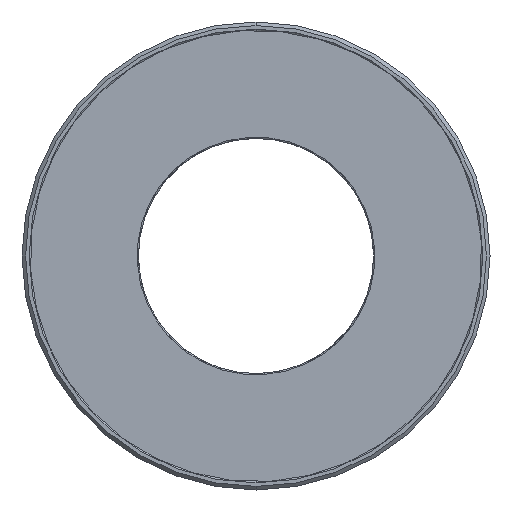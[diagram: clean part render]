
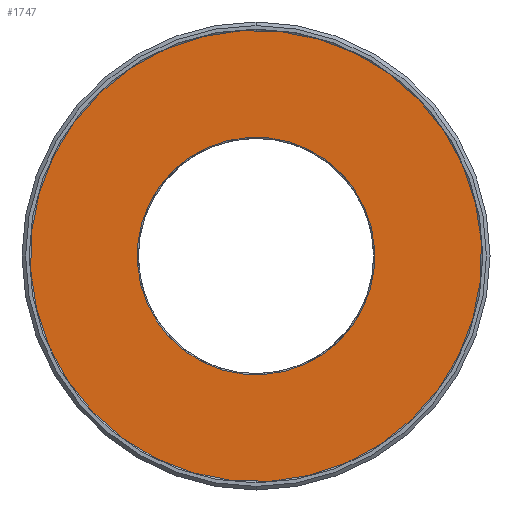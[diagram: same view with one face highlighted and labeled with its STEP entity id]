
A CAD part, front view. The second image highlights one B-rep face of the part: STEP entity #1747.
In plain terms, the highlighted face is planar.
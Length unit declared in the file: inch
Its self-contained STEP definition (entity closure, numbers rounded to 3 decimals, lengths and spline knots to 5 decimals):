
#101 = DIRECTION ( 'NONE',  ( 1., 0., 0. ) ) ;
#115 = AXIS2_PLACEMENT_3D ( 'NONE', #723, #1651, #1877 ) ;
#383 = FACE_BOUND ( 'NONE', #1958, .T. ) ;
#426 = PLANE ( 'NONE',  #2882 ) ;
#613 = EDGE_CURVE ( 'NONE', #1155, #2850, #2836, .T. ) ;
#677 = VERTEX_POINT ( 'NONE', #2243 ) ;
#723 = CARTESIAN_POINT ( 'NONE',  ( 0., 0., 0.013 ) ) ;
#755 = ORIENTED_EDGE ( 'NONE', *, *, #613, .T. ) ;
#884 = DIRECTION ( 'NONE',  ( 0.065, -0.998, 0. ) ) ;
#1136 = ORIENTED_EDGE ( 'NONE', *, *, #2667, .F. ) ;
#1150 = ORIENTED_EDGE ( 'NONE', *, *, #1475, .F. ) ;
#1155 = VERTEX_POINT ( 'NONE', #2727 ) ;
#1159 = AXIS2_PLACEMENT_3D ( 'NONE', #1942, #2876, #2220 ) ;
#1173 = CARTESIAN_POINT ( 'NONE',  ( 0., 0., 0.013 ) ) ;
#1289 = CARTESIAN_POINT ( 'NONE',  ( -2.12723, 1.87444, 0.013 ) ) ;
#1368 = CARTESIAN_POINT ( 'NONE',  ( 0., 0., 0.013 ) ) ;
#1380 = VERTEX_POINT ( 'NONE', #1983 ) ;
#1422 = AXIS2_PLACEMENT_3D ( 'NONE', #1368, #1822, #1810 ) ;
#1475 = EDGE_CURVE ( 'NONE', #1380, #677, #2202, .T. ) ;
#1651 = DIRECTION ( 'NONE',  ( 0., 0., 1. ) ) ;
#1668 = CARTESIAN_POINT ( 'NONE',  ( -0.99465, 0., 0.013 ) ) ;
#1747 = ADVANCED_FACE ( 'NONE', ( #383, #1799 ), #426, .F. ) ;
#1757 = AXIS2_PLACEMENT_3D ( 'NONE', #1173, #2090, #101 ) ;
#1771 = DIRECTION ( 'NONE',  ( 0., 0., 1. ) ) ;
#1799 = FACE_OUTER_BOUND ( 'NONE', #2379, .T. ) ;
#1810 = DIRECTION ( 'NONE',  ( 1., 0., 0. ) ) ;
#1822 = DIRECTION ( 'NONE',  ( 0., 0., 1. ) ) ;
#1877 = DIRECTION ( 'NONE',  ( 1., 0., 0. ) ) ;
#1942 = CARTESIAN_POINT ( 'NONE',  ( 0., 0., 0.013 ) ) ;
#1958 = EDGE_LOOP ( 'NONE', ( #755, #2690 ) ) ;
#1983 = CARTESIAN_POINT ( 'NONE',  ( -1.89, 0., 0.013 ) ) ;
#2090 = DIRECTION ( 'NONE',  ( 0., 0., 1. ) ) ;
#2202 = CIRCLE ( 'NONE', #1757, 1.89 ) ;
#2220 = DIRECTION ( 'NONE',  ( 1., 0., 0. ) ) ;
#2243 = CARTESIAN_POINT ( 'NONE',  ( 1.89, 0., 0.013 ) ) ;
#2379 = EDGE_LOOP ( 'NONE', ( #1150, #1136 ) ) ;
#2667 = EDGE_CURVE ( 'NONE', #677, #1380, #2801, .T. ) ;
#2690 = ORIENTED_EDGE ( 'NONE', *, *, #2832, .T. ) ;
#2727 = CARTESIAN_POINT ( 'NONE',  ( 0.99465, 0., 0.013 ) ) ;
#2750 = CIRCLE ( 'NONE', #115, 0.99465 ) ;
#2801 = CIRCLE ( 'NONE', #1159, 1.89 ) ;
#2832 = EDGE_CURVE ( 'NONE', #2850, #1155, #2750, .T. ) ;
#2836 = CIRCLE ( 'NONE', #1422, 0.99465 ) ;
#2850 = VERTEX_POINT ( 'NONE', #1668 ) ;
#2876 = DIRECTION ( 'NONE',  ( 0., 0., 1. ) ) ;
#2882 = AXIS2_PLACEMENT_3D ( 'NONE', #1289, #1771, #884 ) ;
